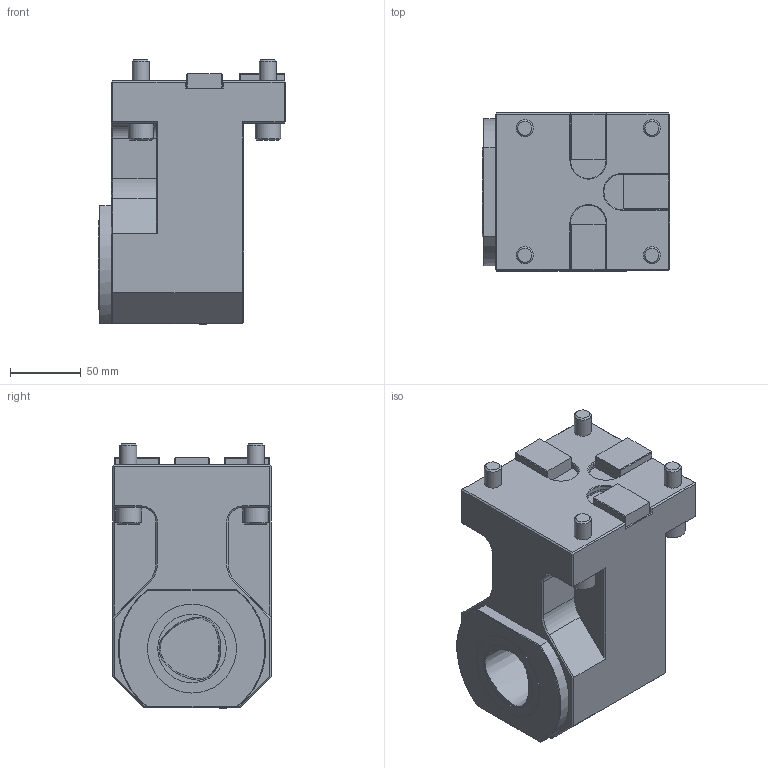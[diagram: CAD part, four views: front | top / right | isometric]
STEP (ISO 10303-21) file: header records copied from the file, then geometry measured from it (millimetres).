
FILE_DESCRIPTION(/* description */ (''),/* implementation_level */ '2;1');
FILE_NAME(/* name */ '1616507912457.stp',/* time_stamp */ '2021-03-23T14:58:38+01:00',/* author */ (''),/* organization */ ('SMS'),/* preprocessor_version */ 'ST-DEVELOPER v16.7',/* originating_system */ 'SIEMENS PLM Software NX 12.0',/* authorisation */ '');
FILE_SCHEMA (('AUTOMOTIVE_DESIGN { 1 0 10303 214 3 1 1 1 }'));
Length unit declared in the file: millimetre
Products named in the file (1): 203444871mod000_00
Bounding box: 132.5 x 112 x 187.25 mm (x, y, z)
Volume: 1780811.6 mm3; surface area: 114578 mm2
Topology: 1 solids, 1 shells, 204 faces, 491 edges, 296 vertices
Faces by surface type: plane 158, cylinder 23, cone 21, bspline 1, sphere 1
Full cylindrical faces by diameter (mm): 4 x1, 12 x4, 18 x4, 48.5 x1, 63 x1
Entity records: 5891 total; most frequent: CARTESIAN_POINT 1249, DIRECTION 928, ORIENTED_EDGE 912, EDGE_CURVE 456, LINE 374, VECTOR 374, VERTEX_POINT 283, AXIS2_PLACEMENT_3D 277
